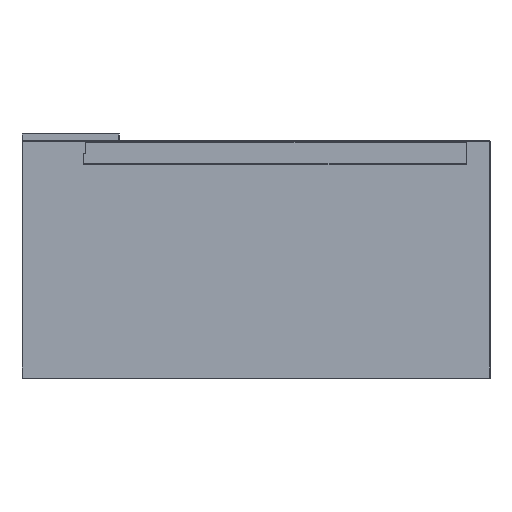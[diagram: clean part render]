
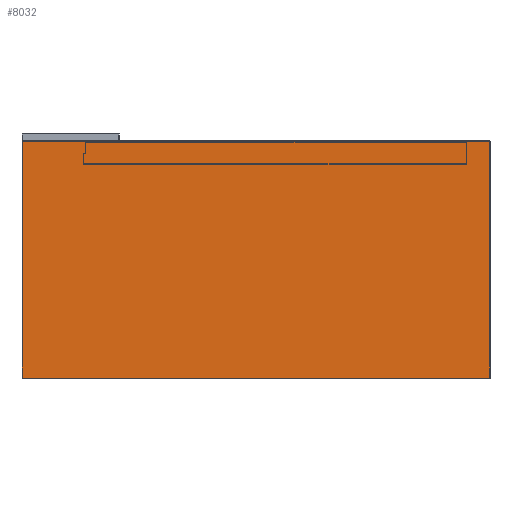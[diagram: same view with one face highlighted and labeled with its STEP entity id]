
A CAD part, left-side view. The second image highlights one B-rep face of the part: STEP entity #8032.
In plain terms, the highlighted planar face has unit normal (-1, 0, 0).
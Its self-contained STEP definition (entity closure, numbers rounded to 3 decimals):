
#1108 = LINE ( 'NONE', #6201, #2152 ) ;
#1315 = DIRECTION ( 'NONE',  ( 0., 0., 1. ) ) ;
#1384 = EDGE_CURVE ( 'NONE', #6487, #7590, #4469, .T. ) ;
#1408 = ORIENTED_EDGE ( 'NONE', *, *, #2024, .T. ) ;
#1491 = ORIENTED_EDGE ( 'NONE', *, *, #9517, .T. ) ;
#1527 = VECTOR ( 'NONE', #8682, 1000. ) ;
#2024 = EDGE_CURVE ( 'NONE', #8804, #6487, #6828, .T. ) ;
#2152 = VECTOR ( 'NONE', #1315, 1000. ) ;
#2616 = DIRECTION ( 'NONE',  ( 0., 1., 0. ) ) ;
#2644 = CARTESIAN_POINT ( 'NONE',  ( -990., 1., -1. ) ) ;
#3344 = DIRECTION ( 'NONE',  ( 0., 0., -1. ) ) ;
#3611 = CARTESIAN_POINT ( 'NONE',  ( -990., 1300., -1. ) ) ;
#4006 = DIRECTION ( 'NONE',  ( 1., 0., 0. ) ) ;
#4469 = LINE ( 'NONE', #5407, #1527 ) ;
#4585 = LINE ( 'NONE', #5368, #8321 ) ;
#4874 = VECTOR ( 'NONE', #2616, 1000. ) ;
#4974 = ORIENTED_EDGE ( 'NONE', *, *, #7681, .T. ) ;
#5368 = CARTESIAN_POINT ( 'NONE',  ( -990., 1300., -659. ) ) ;
#5407 = CARTESIAN_POINT ( 'NONE',  ( -990., 1299., -100. ) ) ;
#6201 = CARTESIAN_POINT ( 'NONE',  ( -990., 1., 0. ) ) ;
#6487 = VERTEX_POINT ( 'NONE', #9767 ) ;
#6721 = ORIENTED_EDGE ( 'NONE', *, *, #1384, .T. ) ;
#6800 = CARTESIAN_POINT ( 'NONE',  ( -990., 1299., -659. ) ) ;
#6828 = LINE ( 'NONE', #3611, #4874 ) ;
#7136 = DIRECTION ( 'NONE',  ( 0., -1., 0. ) ) ;
#7396 = CARTESIAN_POINT ( 'NONE',  ( -990., 1300., -100. ) ) ;
#7590 = VERTEX_POINT ( 'NONE', #6800 ) ;
#7681 = EDGE_CURVE ( 'NONE', #7590, #10370, #4585, .T. ) ;
#7749 = EDGE_LOOP ( 'NONE', ( #1491, #1408, #6721, #4974 ) ) ;
#8005 = CARTESIAN_POINT ( 'NONE',  ( -990., 1., -659. ) ) ;
#8032 = ADVANCED_FACE ( 'Fl�che5', ( #8219 ), #9046, .F. ) ;
#8219 = FACE_OUTER_BOUND ( 'NONE', #7749, .T. ) ;
#8321 = VECTOR ( 'NONE', #7136, 1000. ) ;
#8673 = AXIS2_PLACEMENT_3D ( 'NONE', #7396, #4006, #3344 ) ;
#8682 = DIRECTION ( 'NONE',  ( 0., 0., -1. ) ) ;
#8804 = VERTEX_POINT ( 'NONE', #2644 ) ;
#9046 = PLANE ( 'NONE',  #8673 ) ;
#9517 = EDGE_CURVE ( 'NONE', #10370, #8804, #1108, .T. ) ;
#9767 = CARTESIAN_POINT ( 'NONE',  ( -990., 1299., -1. ) ) ;
#10370 = VERTEX_POINT ( 'NONE', #8005 ) ;
